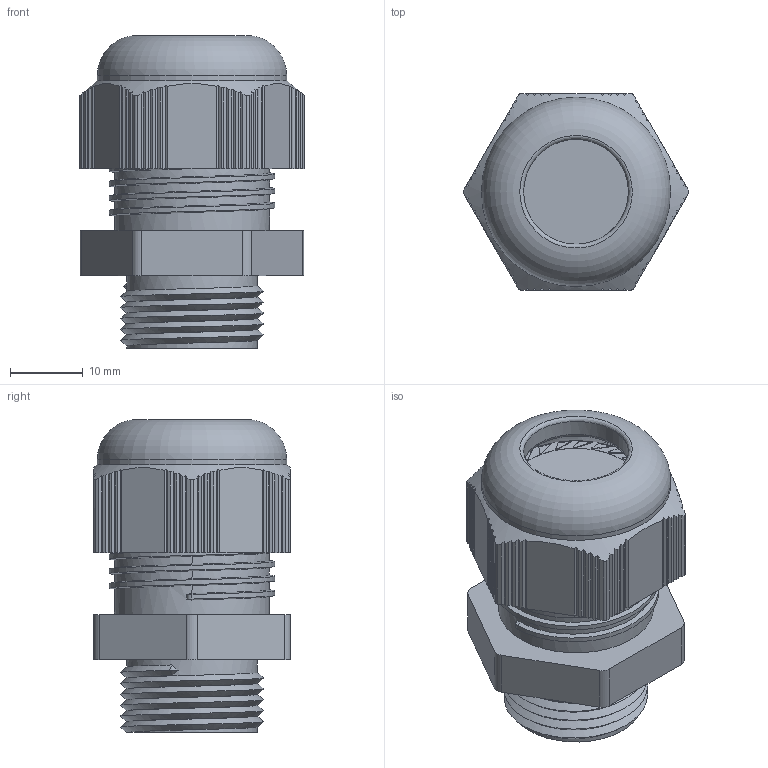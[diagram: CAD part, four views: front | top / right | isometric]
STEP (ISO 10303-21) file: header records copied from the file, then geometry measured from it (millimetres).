
FILE_DESCRIPTION((''),'2;1');
FILE_NAME('BM 03.stp','2012-09-25T15:23:24',('oktay'),(''),'Autodesk Inventor 2013','Autodesk Inventor 2013','');
FILE_SCHEMA(('AUTOMOTIVE_DESIGN { 1 0 10303 214 1 1 1 1 }'));
Length unit declared in the file: millimetre
Products named in the file (1): M20 MONTAJ (PG 16) (NORMAL)_Shrinkwrap_2
Bounding box: 31.02 x 27 x 43 mm (x, y, z)
Volume: 18836.9 mm3; surface area: 6103.1 mm2
Topology: 1 solids, 1 shells, 366 faces, 1008 edges, 665 vertices
Faces by surface type: plane 231, cylinder 97, torus 25, cone 8, bspline 5
Full cylindrical faces by diameter (mm): 14.4 x1, 17.5 x1, 17.939 x5, 21.3 x3, 26 x1
Entity records: 13079 total; most frequent: CARTESIAN_POINT 4341, ORIENTED_EDGE 1924, DIRECTION 1618, EDGE_CURVE 962, VERTEX_POINT 643, AXIS2_PLACEMENT_3D 549, VECTOR 520, LINE 520
